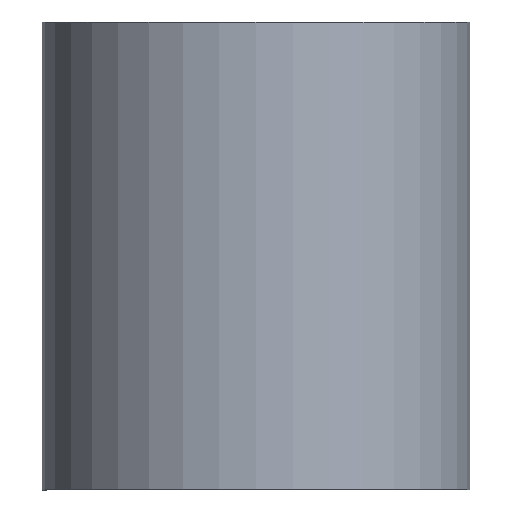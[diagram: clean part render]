
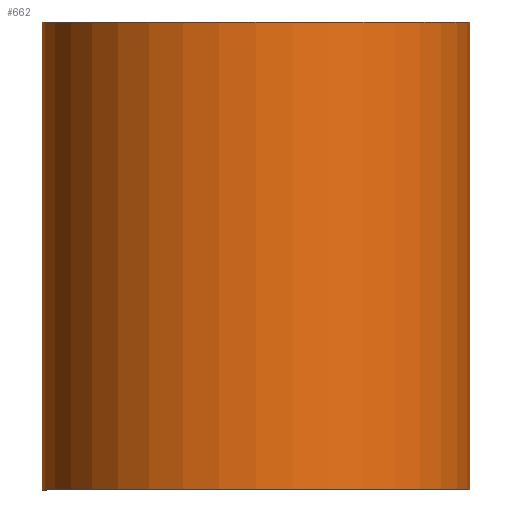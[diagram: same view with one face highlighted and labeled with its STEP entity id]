
A CAD part, top view. The second image highlights one B-rep face of the part: STEP entity #662.
In plain terms, the highlighted cylindrical face has radius 22.899 mm (diameter 45.798 mm), a partial arc.
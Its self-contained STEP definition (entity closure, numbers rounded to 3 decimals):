
#225 = EDGE_LOOP ( 'NONE', ( #2098, #1902, #851, #724 ) ) ;
#290 = CARTESIAN_POINT ( 'NONE',  ( -23.149, 50., 0. ) ) ;
#334 = VERTEX_POINT ( 'NONE', #1919 ) ;
#389 = EDGE_CURVE ( 'NONE', #2118, #334, #1415, .T. ) ;
#410 = CARTESIAN_POINT ( 'NONE',  ( -0.25, 50., 0. ) ) ;
#427 = DIRECTION ( 'NONE',  ( 1., 0., 0. ) ) ;
#637 = VECTOR ( 'NONE', #1577, 1000. ) ;
#662 = ADVANCED_FACE ( 'NONE', ( #2151 ), #990, .T. ) ;
#686 = EDGE_CURVE ( 'NONE', #2037, #1674, #760, .T. ) ;
#724 = ORIENTED_EDGE ( 'NONE', *, *, #389, .T. ) ;
#760 = LINE ( 'NONE', #1444, #637 ) ;
#790 = CARTESIAN_POINT ( 'NONE',  ( -0.25, 50., 0. ) ) ;
#797 = CIRCLE ( 'NONE', #979, 22.899 ) ;
#851 = ORIENTED_EDGE ( 'NONE', *, *, #1348, .T. ) ;
#853 = AXIS2_PLACEMENT_3D ( 'NONE', #1184, #1882, #427 ) ;
#973 = DIRECTION ( 'NONE',  ( 1., 0., 0. ) ) ;
#979 = AXIS2_PLACEMENT_3D ( 'NONE', #790, #1009, #973 ) ;
#990 = CYLINDRICAL_SURFACE ( 'NONE', #1903, 22.899 ) ;
#1009 = DIRECTION ( 'NONE',  ( 0., -1., 0. ) ) ;
#1070 = CARTESIAN_POINT ( 'NONE',  ( 22.649, 0., 0. ) ) ;
#1103 = DIRECTION ( 'NONE',  ( 0., 0., -1. ) ) ;
#1184 = CARTESIAN_POINT ( 'NONE',  ( -0.25, 0., 0. ) ) ;
#1348 = EDGE_CURVE ( 'NONE', #2037, #2118, #797, .T. ) ;
#1409 = CIRCLE ( 'NONE', #853, 22.899 ) ;
#1415 = LINE ( 'NONE', #1588, #1900 ) ;
#1444 = CARTESIAN_POINT ( 'NONE',  ( 22.649, 50., 0. ) ) ;
#1464 = DIRECTION ( 'NONE',  ( 0., -1., 0. ) ) ;
#1492 = CARTESIAN_POINT ( 'NONE',  ( 22.649, 50., 0. ) ) ;
#1577 = DIRECTION ( 'NONE',  ( 0., -1., 0. ) ) ;
#1588 = CARTESIAN_POINT ( 'NONE',  ( -23.149, 50., 0. ) ) ;
#1674 = VERTEX_POINT ( 'NONE', #1070 ) ;
#1882 = DIRECTION ( 'NONE',  ( 0., -1., 0. ) ) ;
#1900 = VECTOR ( 'NONE', #2104, 1000. ) ;
#1902 = ORIENTED_EDGE ( 'NONE', *, *, #686, .F. ) ;
#1903 = AXIS2_PLACEMENT_3D ( 'NONE', #410, #1464, #1103 ) ;
#1919 = CARTESIAN_POINT ( 'NONE',  ( -23.149, 0., 0. ) ) ;
#1961 = EDGE_CURVE ( 'NONE', #1674, #334, #1409, .T. ) ;
#2037 = VERTEX_POINT ( 'NONE', #1492 ) ;
#2098 = ORIENTED_EDGE ( 'NONE', *, *, #1961, .F. ) ;
#2104 = DIRECTION ( 'NONE',  ( 0., -1., 0. ) ) ;
#2118 = VERTEX_POINT ( 'NONE', #290 ) ;
#2151 = FACE_OUTER_BOUND ( 'NONE', #225, .T. ) ;
